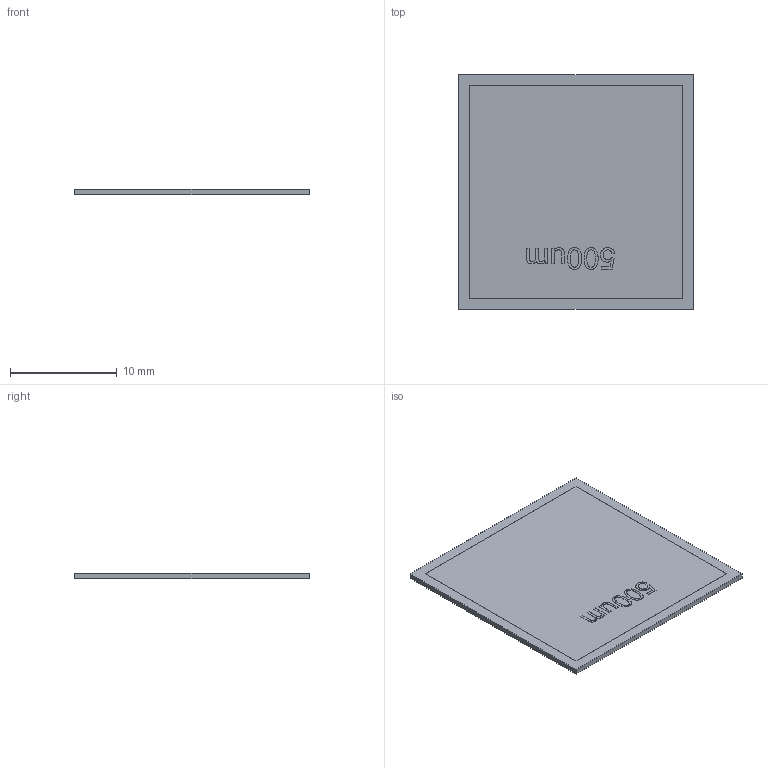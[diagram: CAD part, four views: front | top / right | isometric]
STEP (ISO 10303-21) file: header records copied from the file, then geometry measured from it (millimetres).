
FILE_DESCRIPTION(/* description */ (''),/* implementation_level */ '2;1');
FILE_NAME(/* name */ 'capacitor.step',/* time_stamp */ '2023-12-19T13:34:36+01:00',/* author */ (''),/* organization */ (''),/* preprocessor_version */ 'ST-DEVELOPER v20',/* originating_system */ 'Autodesk Translation Framework v12.14.0.127',/* authorisation */ '');
FILE_SCHEMA (('AUTOMOTIVE_DESIGN { 1 0 10303 214 3 1 1 }'));
Length unit declared in the file: millimetre
Products named in the file (2): capacitor; Component5
Assembly tree (1 placements, depth 2):
  capacitor
    Component5
Bounding box: 22 x 22 x 0.54 mm (x, y, z)
Volume: 254.9 mm3; surface area: 2626.4 mm2
Topology: 8 solids, 8 shells, 137 faces, 363 edges, 242 vertices
Faces by surface type: bspline 83, plane 54
Entity records: 5059 total; most frequent: CARTESIAN_POINT 2157, ORIENTED_EDGE 726, EDGE_CURVE 363, DIRECTION 313, VERTEX_POINT 242, LINE 197, VECTOR 197, B_SPLINE_CURVE_WITH_KNOTS 166
